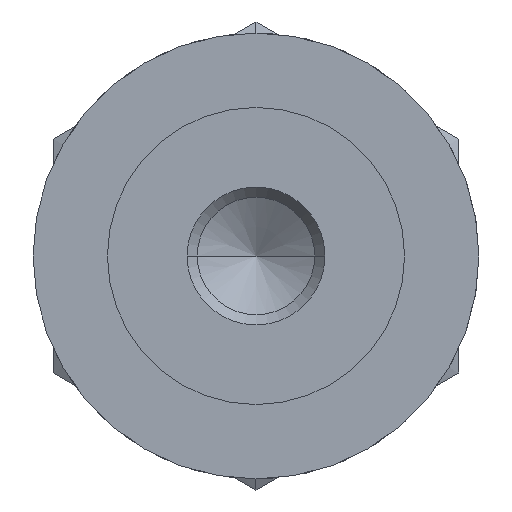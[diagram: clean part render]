
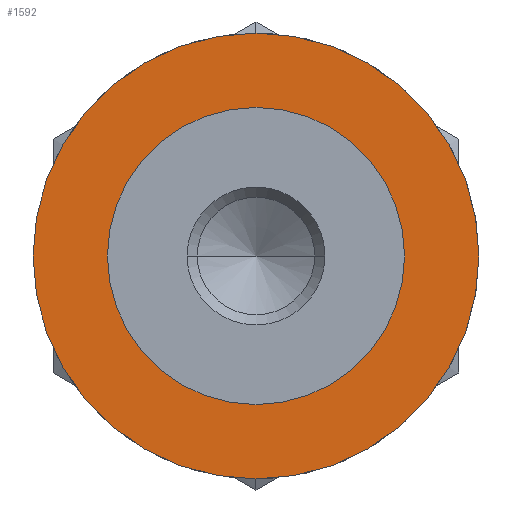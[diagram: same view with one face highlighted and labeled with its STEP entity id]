
A CAD part, front view. The second image highlights one B-rep face of the part: STEP entity #1592.
In plain terms, the highlighted planar face has unit normal (0, -1, 0).
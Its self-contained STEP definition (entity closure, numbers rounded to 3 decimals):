
#708=CARTESIAN_POINT('',(-16.5,2.5,0.0));
#709=VERTEX_POINT('',#708);
#718=CARTESIAN_POINT('',(16.5,2.5,0.));
#719=VERTEX_POINT('',#718);
#720=CARTESIAN_POINT('',(0.0,2.5,0.0));
#721=DIRECTION('',(0.0,1.0,0.0));
#722=DIRECTION('',(-1.0,0.0,0.0));
#723=AXIS2_PLACEMENT_3D('',#720,#721,#722);
#724=CIRCLE('',#723,16.5);
#725=EDGE_CURVE('',#709,#719,#724,.T.);
#752=CARTESIAN_POINT('',(-11.,2.5,0.0));
#753=VERTEX_POINT('',#752);
#769=CARTESIAN_POINT('',(11.,2.5,0.));
#770=VERTEX_POINT('',#769);
#777=CARTESIAN_POINT('',(0.0,2.5,0.0));
#778=DIRECTION('',(0.0,1.0,0.0));
#779=DIRECTION('',(-1.0,0.0,0.0));
#780=AXIS2_PLACEMENT_3D('',#777,#778,#779);
#781=CIRCLE('',#780,11.);
#782=EDGE_CURVE('',#753,#770,#781,.T.);
#1561=CARTESIAN_POINT('',(0.0,2.5,0.0));
#1562=DIRECTION('',(0.0,1.0,0.0));
#1563=DIRECTION('',(-1.0,0.0,0.0));
#1564=AXIS2_PLACEMENT_3D('',#1561,#1562,#1563);
#1565=CIRCLE('',#1564,11.);
#1566=EDGE_CURVE('',#770,#753,#1565,.T.);
#1573=CARTESIAN_POINT('',(-13.75,2.5,0.0));
#1574=DIRECTION('',(0.0,-1.0,0.0));
#1575=DIRECTION('',(0.0,0.0,-1.0));
#1576=AXIS2_PLACEMENT_3D('',#1573,#1574,#1575);
#1577=PLANE('',#1576);
#1578=ORIENTED_EDGE('',*,*,#725,.F.);
#1579=CARTESIAN_POINT('',(0.0,2.5,0.0));
#1580=DIRECTION('',(0.0,1.0,0.0));
#1581=DIRECTION('',(-1.0,0.0,0.0));
#1582=AXIS2_PLACEMENT_3D('',#1579,#1580,#1581);
#1583=CIRCLE('',#1582,16.5);
#1584=EDGE_CURVE('',#719,#709,#1583,.T.);
#1585=ORIENTED_EDGE('',*,*,#1584,.F.);
#1586=EDGE_LOOP('',(#1578,#1585));
#1587=FACE_OUTER_BOUND('',#1586,.T.);
#1588=ORIENTED_EDGE('',*,*,#782,.T.);
#1589=ORIENTED_EDGE('',*,*,#1566,.T.);
#1590=EDGE_LOOP('',(#1588,#1589));
#1591=FACE_BOUND('',#1590,.T.);
#1592=ADVANCED_FACE('',(#1587,#1591),#1577,.T.);
